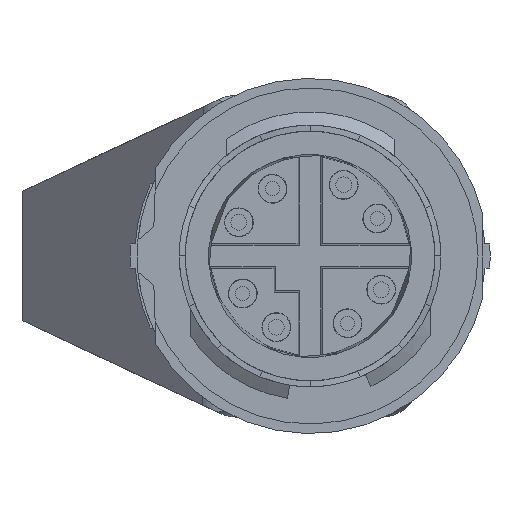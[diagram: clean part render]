
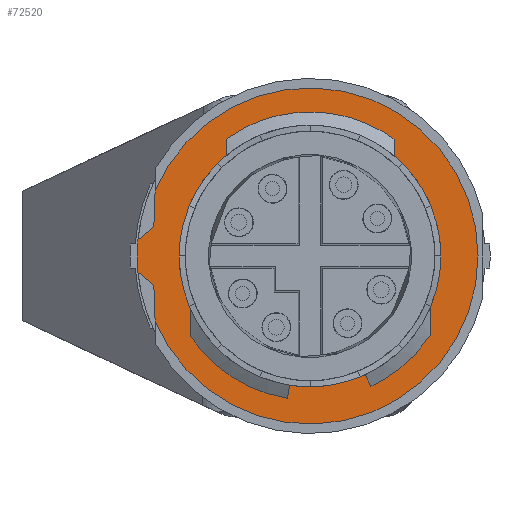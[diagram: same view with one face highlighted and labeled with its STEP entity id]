
A CAD part, left-side view. The second image highlights one B-rep face of the part: STEP entity #72520.
In plain terms, the highlighted planar face has unit normal (-1, 0, 0).
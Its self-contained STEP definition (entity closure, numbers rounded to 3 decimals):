
#69380=CARTESIAN_POINT('',(-37.678,7.2,
0.));
#69390=VERTEX_POINT('',#69380);
#69420=CARTESIAN_POINT('',(-37.678,0.,
0.));
#69430=DIRECTION('',(1.,0.,0.));
#69440=DIRECTION('',(0.,1.,0.));
#69450=AXIS2_PLACEMENT_3D('',#69420,#69430,#69440);
#69460=CIRCLE('',#69450,7.2);
#69470=CARTESIAN_POINT('',(-37.678,7.168,
-0.675));
#69480=VERTEX_POINT('',#69470);
#69490=EDGE_CURVE('',#69480,#69390,#69460,.T.);
#70380=CARTESIAN_POINT('',(-37.678,-6.975,
-12.128));
#70390=DIRECTION('',(0.,0.777,
0.629));
#70400=VECTOR('',#70390,1.);
#70410=LINE('',#70380,#70400);
#70420=CARTESIAN_POINT('',(-37.678,6.507,
-1.21));
#70430=VERTEX_POINT('',#70420);
#70440=EDGE_CURVE('',#70430,#69480,#70410,.T.);
#70710=CARTESIAN_POINT('',(-37.678,6.55,
0.));
#70720=DIRECTION('',(0.,0.035,
0.999));
#70730=VECTOR('',#70720,1.);
#70740=LINE('',#70710,#70730);
#70750=CARTESIAN_POINT('',(-37.678,6.455,
-2.708));
#70760=VERTEX_POINT('',#70750);
#70770=EDGE_CURVE('',#70760,#70430,#70740,.T.);
#71820=CARTESIAN_POINT('',(-37.678,0.,0.));
#71830=DIRECTION('',(-1.,0.,0.));
#71840=DIRECTION('',(0.,0.,-1.));
#71850=AXIS2_PLACEMENT_3D('',#71820,#71830,#71840);
#71860=CIRCLE('',#71850,7.);
#71870=CARTESIAN_POINT('',(-37.678,6.455,
2.708));
#71880=VERTEX_POINT('',#71870);
#71890=EDGE_CURVE('',#70760,#71880,#71860,.T.);
#72080=CARTESIAN_POINT('',(-37.678,-6.225,
0.));
#72090=DIRECTION('',(-1.,0.,0.));
#72100=DIRECTION('',(0.,0.,-1.));
#72110=AXIS2_PLACEMENT_3D('',#72080,#72090,#72100);
#72120=PLANE('',#72110);
#72130=CARTESIAN_POINT('',(-37.678,0.,
0.));
#72140=DIRECTION('',(1.,0.,0.));
#72150=DIRECTION('',(0.,0.966,
0.259));
#72160=AXIS2_PLACEMENT_3D('',#72130,#72140,#72150);
#72170=CIRCLE('',#72160,5.45);
#72180=CARTESIAN_POINT('',(-37.678,5.264,
1.411));
#72190=VERTEX_POINT('',#72180);
#72200=CARTESIAN_POINT('',(-37.678,-5.264,
-1.411));
#72210=VERTEX_POINT('',#72200);
#72220=EDGE_CURVE('',#72190,#72210,#72170,.T.);
#72230=ORIENTED_EDGE('',*,*,#72220,.T.);
#72240=EDGE_CURVE('',#72210,#72190,#72170,.T.);
#72250=ORIENTED_EDGE('',*,*,#72240,.T.);
#72260=EDGE_LOOP('',(#72250,#72230));
#72270=FACE_BOUND('',#72260,.T.);
#72280=CARTESIAN_POINT('',(-37.678,-6.975,
12.128));
#72290=DIRECTION('',(0.,-0.777,
0.629));
#72300=VECTOR('',#72290,1.);
#72310=LINE('',#72280,#72300);
#72320=CARTESIAN_POINT('',(-37.678,7.168,
0.675));
#72330=VERTEX_POINT('',#72320);
#72340=CARTESIAN_POINT('',(-37.678,6.507,
1.21));
#72350=VERTEX_POINT('',#72340);
#72360=EDGE_CURVE('',#72330,#72350,#72310,.T.);
#72370=ORIENTED_EDGE('',*,*,#72360,.F.);
#72380=CARTESIAN_POINT('',(-37.678,6.55,
0.));
#72390=DIRECTION('',(0.,-0.035,
0.999));
#72400=VECTOR('',#72390,1.);
#72410=LINE('',#72380,#72400);
#72420=EDGE_CURVE('',#72350,#71880,#72410,.T.);
#72430=ORIENTED_EDGE('',*,*,#72420,.F.);
#72440=ORIENTED_EDGE('',*,*,#71890,.T.);
#72450=ORIENTED_EDGE('',*,*,#70770,.F.);
#72460=ORIENTED_EDGE('',*,*,#70440,.F.);
#72470=ORIENTED_EDGE('',*,*,#69490,.F.);
#72480=EDGE_CURVE('',#69390,#72330,#69460,.T.);
#72490=ORIENTED_EDGE('',*,*,#72480,.F.);
#72500=EDGE_LOOP('',(#72490,#72470,#72460,#72450,#72440,#72430,#72370));
#72510=FACE_OUTER_BOUND('',#72500,.T.);
#72520=ADVANCED_FACE('',(#72270,#72510),#72120,.T.);
